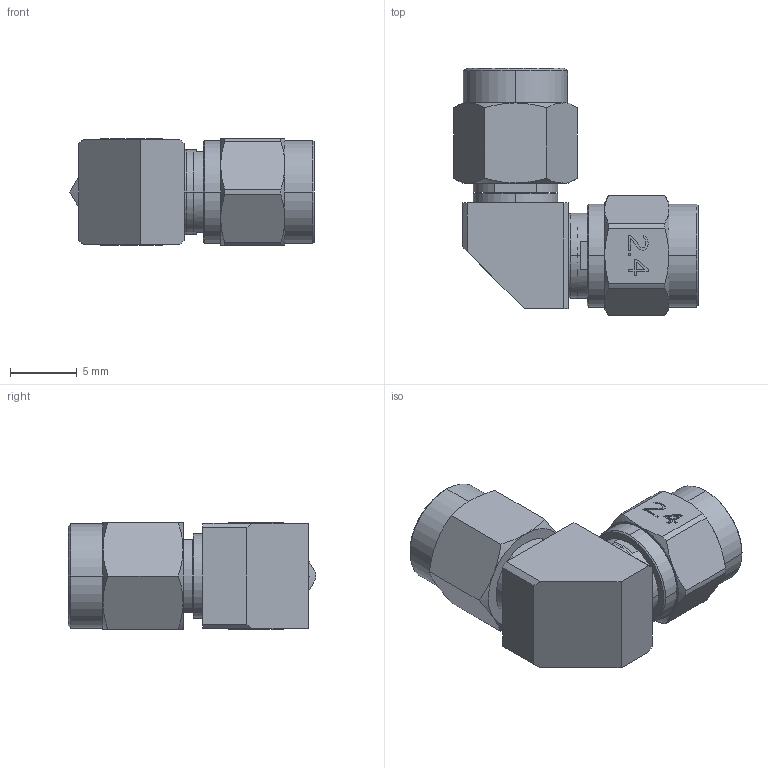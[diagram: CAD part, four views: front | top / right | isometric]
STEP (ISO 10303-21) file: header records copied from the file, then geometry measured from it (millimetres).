
FILE_DESCRIPTION (( 'STEP AP214' ), '1' );
FILE_NAME ('FMAD1558_3D.STEP', '2022-08-03T17:20:20', ( '' ), ( '' ), 'SwSTEP 2.0', 'SolidWorks 2021', '' );
FILE_SCHEMA (( 'AUTOMOTIVE_DESIGN' ));
Length unit declared in the file: millimetre
Products named in the file (4): FMAD1558_3D; Copy of ALS-A3K3-18-2--A3^FMAD1558; Copy of ALS-K3K8-3-TOP^FMAD1558; Copy of ALS-K8-243-2--243^FMAD1558
Assembly tree (3 placements, depth 2):
  FMAD1558_3D
    Copy of ALS-K3K8-3-TOP^FMAD1558
    Copy of ALS-A3K3-18-2--A3^FMAD1558
    Copy of ALS-K8-243-2--243^FMAD1558
Bounding box: 18.31 x 18.54 x 8 mm (x, y, z)
Volume: 1199 mm3; surface area: 1472.5 mm2
Topology: 3 solids, 3 shells, 247 faces, 579 edges, 358 vertices
Faces by surface type: plane 99, cylinder 82, cone 66
Entity records: 7225 total; most frequent: CARTESIAN_POINT 1340, DIRECTION 1257, ORIENTED_EDGE 1158, EDGE_CURVE 579, AXIS2_PLACEMENT_3D 475, VERTEX_POINT 358, VECTOR 307, LINE 307
